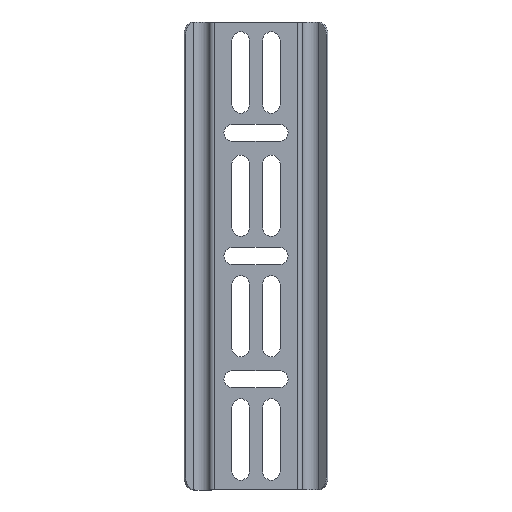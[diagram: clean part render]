
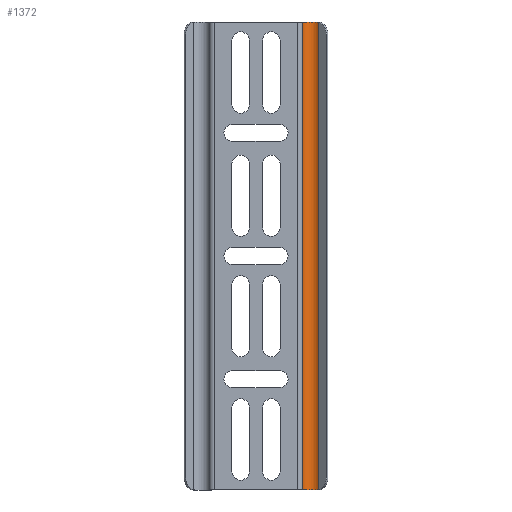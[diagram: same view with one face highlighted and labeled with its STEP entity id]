
A CAD part, front view. The second image highlights one B-rep face of the part: STEP entity #1372.
In plain terms, the highlighted cylindrical face has radius 4 mm (diameter 8 mm), a partial arc.
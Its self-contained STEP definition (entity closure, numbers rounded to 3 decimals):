
#79=B_SPLINE_CURVE_WITH_KNOTS('',3,(#2088,#2089,#2090,#2091),
 .UNSPECIFIED.,.F.,.F.,(4,4),(1.422,1.571),
 .UNSPECIFIED.);
#82=B_SPLINE_CURVE_WITH_KNOTS('',3,(#2123,#2124,#2125,#2126),
 .UNSPECIFIED.,.F.,.F.,(4,4),(6.283,6.432),
 .UNSPECIFIED.);
#96=FACE_OUTER_BOUND('',#174,.T.);
#174=EDGE_LOOP('',(#953,#954,#955,#956,#957,#958));
#275=CIRCLE('',#1476,4.);
#276=CIRCLE('',#1478,4.);
#347=LINE('',#2121,#475);
#348=LINE('',#2129,#476);
#475=VECTOR('',#1649,10.);
#476=VECTOR('',#1652,10.);
#600=VERTEX_POINT('',#2061);
#603=VERTEX_POINT('',#2084);
#605=VERTEX_POINT('',#2087);
#612=VERTEX_POINT('',#2117);
#613=VERTEX_POINT('',#2122);
#614=VERTEX_POINT('',#2127);
#732=EDGE_CURVE('',#603,#605,#79,.T.);
#743=EDGE_CURVE('',#612,#605,#275,.T.);
#745=EDGE_CURVE('',#600,#603,#347,.T.);
#746=EDGE_CURVE('',#613,#600,#82,.T.);
#747=EDGE_CURVE('',#614,#613,#276,.T.);
#748=EDGE_CURVE('',#614,#612,#348,.T.);
#953=ORIENTED_EDGE('',*,*,#732,.F.);
#954=ORIENTED_EDGE('',*,*,#745,.F.);
#955=ORIENTED_EDGE('',*,*,#746,.F.);
#956=ORIENTED_EDGE('',*,*,#747,.F.);
#957=ORIENTED_EDGE('',*,*,#748,.T.);
#958=ORIENTED_EDGE('',*,*,#743,.T.);
#1335=CYLINDRICAL_SURFACE('',#1477,4.);
#1372=ADVANCED_FACE('',(#96),#1335,.F.);
#1476=AXIS2_PLACEMENT_3D('',#2118,#1644,#1645);
#1477=AXIS2_PLACEMENT_3D('',#2120,#1647,#1648);
#1478=AXIS2_PLACEMENT_3D('',#2128,#1650,#1651);
#1644=DIRECTION('center_axis',(0.,0.,
-1.));
#1645=DIRECTION('ref_axis',(-0.943,0.333,0.));
#1647=DIRECTION('center_axis',(0.,0.,
-1.));
#1648=DIRECTION('ref_axis',(-0.943,0.333,0.));
#1649=DIRECTION('',(0.,0.,-1.));
#1650=DIRECTION('center_axis',(0.,0.,
-1.));
#1651=DIRECTION('ref_axis',(-0.943,0.333,0.));
#1652=DIRECTION('',(0.,0.,-1.));
#2061=CARTESIAN_POINT('',(25.395,2.916,189.945));
#2084=CARTESIAN_POINT('',(25.395,2.916,0.055));
#2087=CARTESIAN_POINT('',(24.859,3.339,0.));
#2088=CARTESIAN_POINT('Ctrl Pts',(25.395,2.916,0.055));
#2089=CARTESIAN_POINT('Ctrl Pts',(25.23,3.071,0.018));
#2090=CARTESIAN_POINT('Ctrl Pts',(25.05,3.213,0.));
#2091=CARTESIAN_POINT('Ctrl Pts',(24.859,3.339,0.));
#2117=CARTESIAN_POINT('',(18.886,1.333,0.));
#2118=CARTESIAN_POINT('Origin',(22.657,0.,
0.));
#2120=CARTESIAN_POINT('Origin',(22.657,0.,
95.));
#2121=CARTESIAN_POINT('',(25.395,2.916,95.));
#2122=CARTESIAN_POINT('',(24.859,3.339,190.));
#2123=CARTESIAN_POINT('Ctrl Pts',(24.859,3.339,190.));
#2124=CARTESIAN_POINT('Ctrl Pts',(25.05,3.213,190.));
#2125=CARTESIAN_POINT('Ctrl Pts',(25.23,3.071,189.982));
#2126=CARTESIAN_POINT('Ctrl Pts',(25.395,2.916,189.945));
#2127=CARTESIAN_POINT('',(18.886,1.333,190.));
#2128=CARTESIAN_POINT('Origin',(22.657,0.,
190.));
#2129=CARTESIAN_POINT('',(18.886,1.333,95.));
